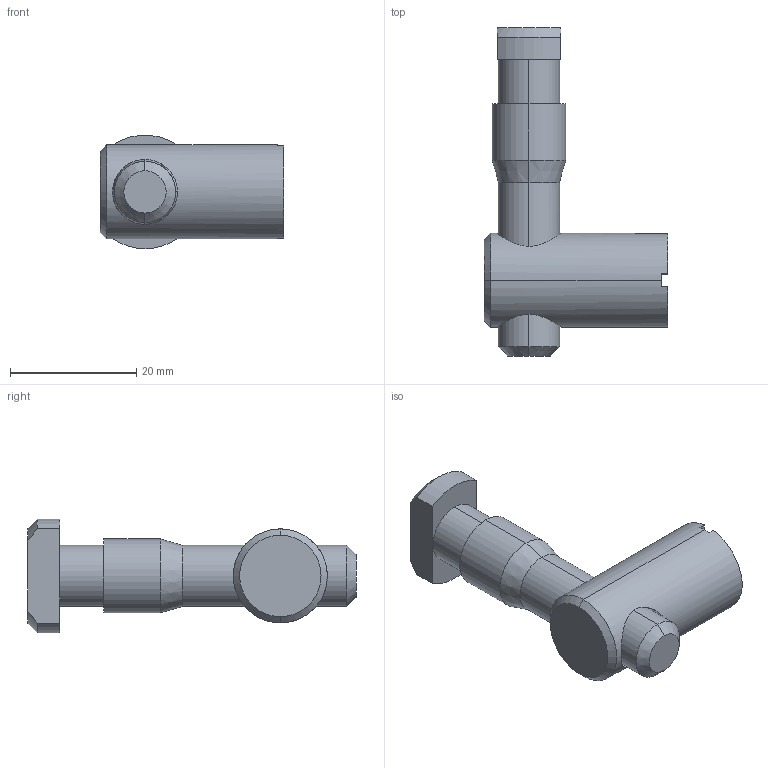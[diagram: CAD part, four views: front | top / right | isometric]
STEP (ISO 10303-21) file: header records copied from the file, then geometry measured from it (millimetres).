
FILE_DESCRIPTION (( 'STEP AP214' ), '1' );
FILE_NAME ('SNSD.30.52.05 Óãëîâîé ñîåäèíèòåëü 90 ãðàäóñîâ(H26), ïàç 10.STEP', '2014-12-23T13:06:09', ( 'XTreme.ws' ), ( 'XTreme.ws' ), 'SwSTEP 2.0', 'SolidWorks 2014', '' );
FILE_SCHEMA (( 'AUTOMOTIVE_DESIGN' ));
Length unit declared in the file: millimetre
Products named in the file (7): SNSD.30.50.46 眈錼襭16H21H26; SNSD.30.50.47 栺魛鳧H16H21H26; SNSD.30.50.47 栺魛鳧H16H21H26_00; SNSD.30.52.05  Óãëîâîé ñîåäèíèòåëü 90 ãðàäóñîâ(H26), ïàç 10; SNSD.30.50.48 鎔艜H16H21H26; SNSD.30.50.46 眈錼襭16H21H26_00; SNSD.30.50.48 鎔艜H16H21H26_00
Assembly tree (3 placements, depth 2):
  SNSD.30.50.46 眈錼襭16H21H26
  SNSD.30.50.47 栺魛鳧H16H21H26
  SNSD.30.52.05  Óãëîâîé ñîåäèíèòåëü 90 ãðàäóñîâ(H26), ïàç 10
    SNSD.30.50.46 眈錼襭16H21H26_00
    SNSD.30.50.47 栺魛鳧H16H21H26_00
    SNSD.30.50.48 鎔艜H16H21H26_00
  SNSD.30.50.48 鎔艜H16H21H26
Bounding box: 29.1 x 52 x 17.97 mm (x, y, z)
Volume: 8207.9 mm3; surface area: 5075.6 mm2
Topology: 3 solids, 3 shells, 68 faces, 159 edges, 101 vertices
Faces by surface type: plane 32, cylinder 21, cone 13, torus 2
Entity records: 2489 total; most frequent: CARTESIAN_POINT 683, DIRECTION 348, ORIENTED_EDGE 318, EDGE_CURVE 159, AXIS2_PLACEMENT_3D 138, VERTEX_POINT 101, EDGE_LOOP 76, LINE 72
